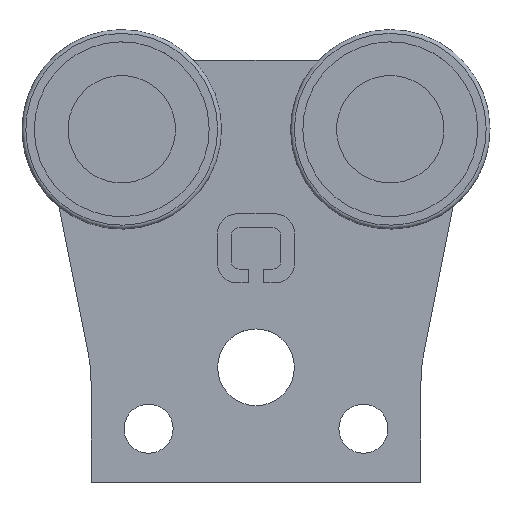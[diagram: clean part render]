
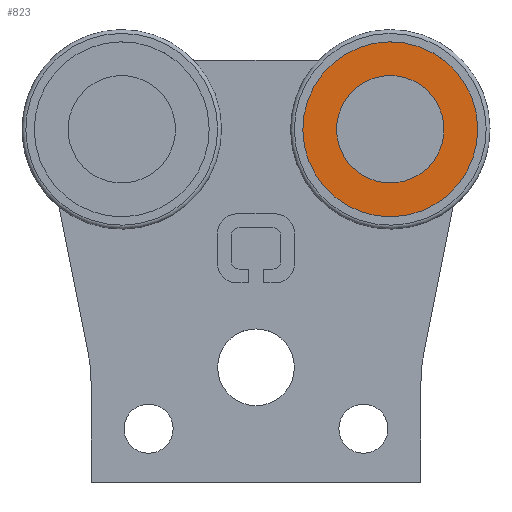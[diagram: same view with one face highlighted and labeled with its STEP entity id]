
A CAD part, top view. The second image highlights one B-rep face of the part: STEP entity #823.
In plain terms, the highlighted planar face has unit normal (0, 0, 1).
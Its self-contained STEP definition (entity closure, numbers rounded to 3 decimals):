
#823=ADVANCED_FACE('',(#1745,#1747),#1749,.T.);
#1745=FACE_BOUND('',#1746,.T.);
#1746=EDGE_LOOP('',(#2247));
#1747=FACE_BOUND('',#1748,.T.);
#1748=EDGE_LOOP('',(#2248));
#1749=PLANE('',#1750);
#1750=AXIS2_PLACEMENT_3D('',#1751,#1752,#1753);
#1751=CARTESIAN_POINT('',(17.5,44.002,13.815));
#1752=DIRECTION('',(0.,0.,1.));
#1753=DIRECTION('',(0.489,0.872,0.));
#2247=ORIENTED_EDGE('',*,*,#2443,.T.);
#2248=ORIENTED_EDGE('',*,*,#2446,.F.);
#2443=EDGE_CURVE('',#2734,#2734,#2735,.T.);
#2446=EDGE_CURVE('',#2740,#2740,#2741,.T.);
#2734=VERTEX_POINT('',#3425);
#2735=CIRCLE('',#3426,11.4);
#2740=VERTEX_POINT('',#3440);
#2741=CIRCLE('',#3441,6.6);
#3425=CARTESIAN_POINT('',(23.071,53.948,13.815));
#3426=AXIS2_PLACEMENT_3D('',#3427,#3428,#3429);
#3427=CARTESIAN_POINT('',(17.5,44.002,13.815));
#3428=DIRECTION('',(0.,0.,1.));
#3429=DIRECTION('',(0.489,0.872,0.));
#3440=CARTESIAN_POINT('',(20.725,49.76,13.815));
#3441=AXIS2_PLACEMENT_3D('',#3442,#3443,#3444);
#3442=CARTESIAN_POINT('',(17.5,44.002,13.815));
#3443=DIRECTION('',(0.,0.,1.));
#3444=DIRECTION('',(0.489,0.872,0.));
